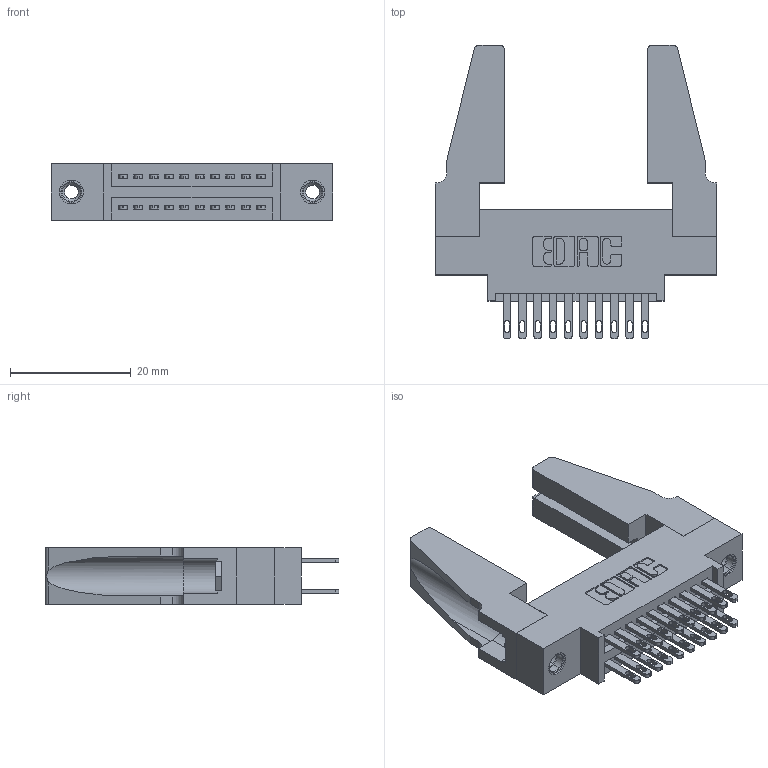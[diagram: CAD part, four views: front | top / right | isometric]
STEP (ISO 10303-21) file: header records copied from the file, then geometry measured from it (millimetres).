
FILE_DESCRIPTION (( 'STEP AP203' ), '1' );
FILE_NAME ('345-020-500-888.STEP', '2019-10-27T07:36:37', ( '' ), ( '' ), 'SwSTEP 2.0', 'SolidWorks 2016', '' );
FILE_SCHEMA (( 'CONFIG_CONTROL_DESIGN' ));
Length unit declared in the file: inch
Products named in the file (5): 345-020-500-888; 345 Part_0.170 Offset - 0.156 Dia-TH; 345-250-001_345-250-001-102; 345-220-078_345-220-088; 345-292-001_345-293-100
Assembly tree (25 placements, depth 2):
  345-020-500-888
    345 Part_0.170 Offset - 0.156 Dia-TH
    345-292-001_345-293-100  x20
    345-250-001_345-250-001-102  x2
    345-220-078_345-220-088  x2
Bounding box: 46.63 x 48.69 x 9.4 mm (x, y, z)
Volume: 7433.3 mm3; surface area: 9029.8 mm2
Topology: 25 solids, 25 shells, 1174 faces, 3487 edges, 2314 vertices
Faces by surface type: plane 696, cylinder 462, cone 12, torus 4
Entity records: 14364 total; most frequent: CARTESIAN_POINT 2434, ORIENTED_EDGE 2328, DIRECTION 2192, EDGE_CURVE 1164, LINE 946, VECTOR 946, VERTEX_POINT 770, AXIS2_PLACEMENT_3D 623
